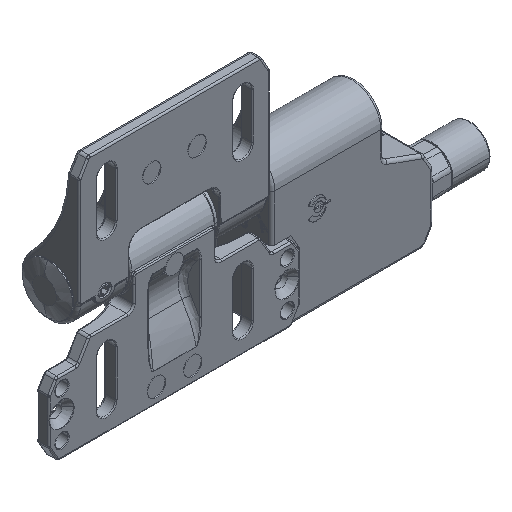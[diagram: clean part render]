
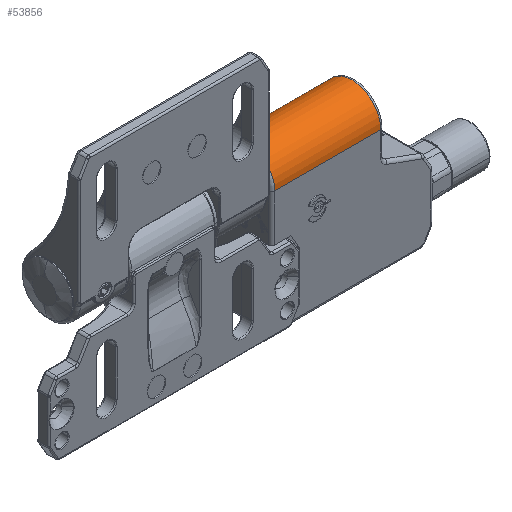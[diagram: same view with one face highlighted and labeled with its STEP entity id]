
A CAD part, isometric view. The second image highlights one B-rep face of the part: STEP entity #53856.
In plain terms, the highlighted cylindrical face has radius 9.5 mm (diameter 19 mm), a partial arc.
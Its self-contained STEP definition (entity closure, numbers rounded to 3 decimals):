
#28059=CARTESIAN_POINT('',(33.5,0.,0.));
#28060=DIRECTION('',(1.,0.,0.));
#28061=DIRECTION('',(0.,1.,0.));
#28062=AXIS2_PLACEMENT_3D('',#28059,#28060,#28061);
#28064=CARTESIAN_POINT('',(33.5,0.,0.));
#28065=DIRECTION('',(1.,0.,0.));
#28066=DIRECTION('',(0.,1.,0.017));
#28067=AXIS2_PLACEMENT_3D('',#28064,#28065,#28066);
#28069=CARTESIAN_POINT('',(33.5,0.,0.));
#28070=DIRECTION('',(1.,0.,0.));
#28071=DIRECTION('',(0.,0.,1.));
#28072=AXIS2_PLACEMENT_3D('',#28069,#28070,#28071);
#28079=DIRECTION('',(-1.,0.,0.));
#28080=VECTOR('',#28079,35.);
#28081=CARTESIAN_POINT('',(68.5,-9.5,0.));
#28082=LINE('',#28081,#28080);
#28083=DIRECTION('',(1.,0.,0.));
#28084=VECTOR('',#28083,35.);
#28085=CARTESIAN_POINT('',(33.5,9.5,0.));
#28086=LINE('',#28085,#28084);
#28092=CARTESIAN_POINT('',(68.5,0.,0.));
#28093=DIRECTION('',(-1.,0.,0.));
#28094=DIRECTION('',(0.,-1.,0.));
#28095=AXIS2_PLACEMENT_3D('',#28092,#28093,#28094);
#28097=CARTESIAN_POINT('',(68.5,0.,0.));
#28098=DIRECTION('',(-1.,0.,0.));
#28099=DIRECTION('',(0.,-1.,0.012));
#28100=AXIS2_PLACEMENT_3D('',#28097,#28098,#28099);
#28102=CARTESIAN_POINT('',(68.5,0.,0.));
#28103=DIRECTION('',(-1.,0.,0.));
#28104=DIRECTION('',(0.,0.,1.));
#28105=AXIS2_PLACEMENT_3D('',#28102,#28103,#28104);
#46432=CARTESIAN_POINT('',(33.5,-9.5,0.));
#46433=VERTEX_POINT('',#46432);
#46434=CARTESIAN_POINT('',(33.5,9.5,0.));
#46435=VERTEX_POINT('',#46434);
#46436=CARTESIAN_POINT('',(33.5,0.,9.5));
#46437=VERTEX_POINT('',#46436);
#46438=CARTESIAN_POINT('',(33.5,9.499,0.166));
#46439=VERTEX_POINT('',#46438);
#46460=CARTESIAN_POINT('',(68.5,9.5,0.));
#46461=VERTEX_POINT('',#46460);
#46635=CARTESIAN_POINT('',(68.5,-9.5,0.));
#46636=VERTEX_POINT('',#46635);
#46637=CARTESIAN_POINT('',(68.5,0.,9.5));
#46638=VERTEX_POINT('',#46637);
#46639=CARTESIAN_POINT('',(68.5,-9.499,0.117));
#46640=VERTEX_POINT('',#46639);
#53837=CARTESIAN_POINT('',(32.5,0.,0.));
#53838=DIRECTION('',(1.,0.,0.));
#53839=DIRECTION('',(0.,0.,-1.));
#53840=AXIS2_PLACEMENT_3D('',#53837,#53838,#53839);
#53841=CYLINDRICAL_SURFACE('',#53840,9.5);
#53843=ORIENTED_EDGE('',*,*,#53842,.F.);
#53845=ORIENTED_EDGE('',*,*,#53844,.F.);
#53847=ORIENTED_EDGE('',*,*,#53846,.F.);
#53849=ORIENTED_EDGE('',*,*,#53848,.T.);
#53850=ORIENTED_EDGE('',*,*,#53830,.F.);
#53851=ORIENTED_EDGE('',*,*,#53828,.F.);
#53852=ORIENTED_EDGE('',*,*,#53826,.F.);
#53853=ORIENTED_EDGE('',*,*,#53735,.T.);
#53854=EDGE_LOOP('',(#53843,#53845,#53847,#53849,#53850,#53851,#53852,#53853));
#53855=FACE_OUTER_BOUND('',#53854,.F.);
#53856=ADVANCED_FACE('',(#53855),#53841,.T.);
#28063=CIRCLE('',#28062,9.5);
#28068=CIRCLE('',#28067,9.5);
#28073=CIRCLE('',#28072,9.5);
#28096=CIRCLE('',#28095,9.5);
#28101=CIRCLE('',#28100,9.5);
#28106=CIRCLE('',#28105,9.5);
#53735=EDGE_CURVE('',#46435,#46461,#28086,.T.);
#53826=EDGE_CURVE('',#46435,#46439,#28063,.T.);
#53828=EDGE_CURVE('',#46439,#46437,#28068,.T.);
#53830=EDGE_CURVE('',#46437,#46433,#28073,.T.);
#53842=EDGE_CURVE('',#46638,#46461,#28106,.T.);
#53844=EDGE_CURVE('',#46640,#46638,#28101,.T.);
#53846=EDGE_CURVE('',#46636,#46640,#28096,.T.);
#53848=EDGE_CURVE('',#46636,#46433,#28082,.T.);
